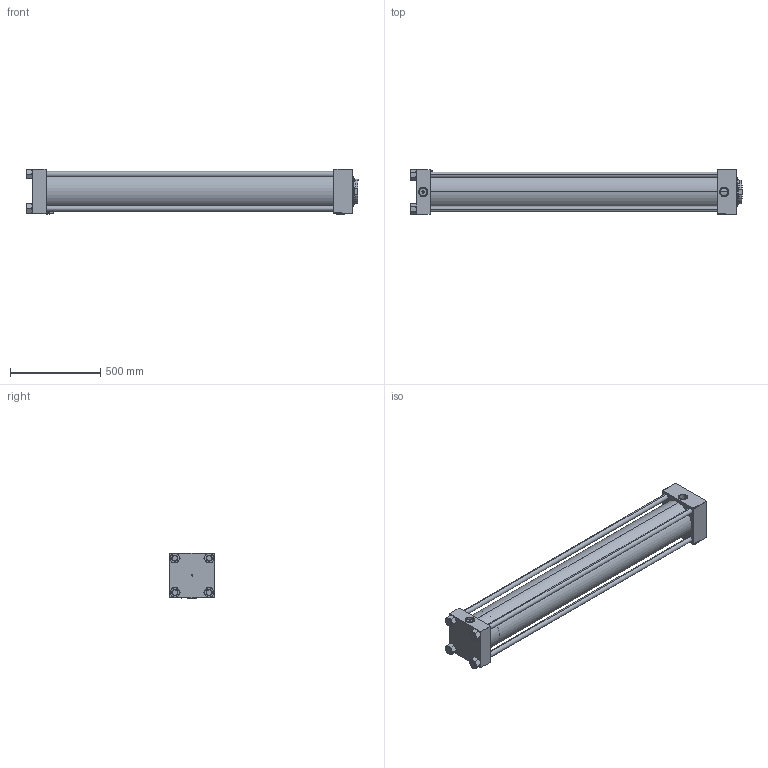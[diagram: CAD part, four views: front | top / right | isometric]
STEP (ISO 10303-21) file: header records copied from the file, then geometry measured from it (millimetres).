
FILE_DESCRIPTION (( 'STEP AP203' ), '1' );
FILE_NAME ('f16f.STEP', '2023-03-12T15:05:25', ( '' ), ( '' ), 'SwSTEP 2.0', 'SolidWorks 2019', '' );
FILE_SCHEMA (( 'CONFIG_CONTROL_DESIGN' ));
Length unit declared in the file: millimetre
Products named in the file (8): Zatka_pro_OIL_PORT e444ab0afd4a6c33b355cef2d9c0e458; V215CD_C_TYCINKA e444ab0afd4a6c33b355cef2d9c0e458; V215CD_VC_C e444ab0afd4a6c33b355cef2d9c0e458; f16f; V215CR_MSU e444ab0afd4a6c33b355cef2d9c0e458; V215CD_VCP_C e444ab0afd4a6c33b355cef2d9c0e458; V215CD_Body_C e444ab0afd4a6c33b355cef2d9c0e458; NUT_M5_V215CD_C e444ab0afd4a6c33b355cef2d9c0e458
Assembly tree (13 placements, depth 2):
  f16f
    V215CD_Body_C e444ab0afd4a6c33b355cef2d9c0e458
    V215CD_VC_C e444ab0afd4a6c33b355cef2d9c0e458
    V215CD_VCP_C e444ab0afd4a6c33b355cef2d9c0e458
    V215CD_C_TYCINKA e444ab0afd4a6c33b355cef2d9c0e458  x4
    NUT_M5_V215CD_C e444ab0afd4a6c33b355cef2d9c0e458  x4
    V215CR_MSU e444ab0afd4a6c33b355cef2d9c0e458
    Zatka_pro_OIL_PORT e444ab0afd4a6c33b355cef2d9c0e458
Bounding box: 1836 x 249.44 x 252 mm (x, y, z)
Volume: 43662812.7 mm3; surface area: 4182527.1 mm2
Topology: 13 solids, 13 shells, 1320 faces, 3322 edges, 2139 vertices
Faces by surface type: plane 626, bspline 392, cone 156, cylinder 120, torus 14, sphere 12
Entity records: 54664 total; most frequent: CARTESIAN_POINT 28224, ORIENTED_EDGE 5884, DIRECTION 3970, EDGE_CURVE 2942, VERTEX_POINT 1917, VECTOR 1740, LINE 1740, EDGE_LOOP 1301
